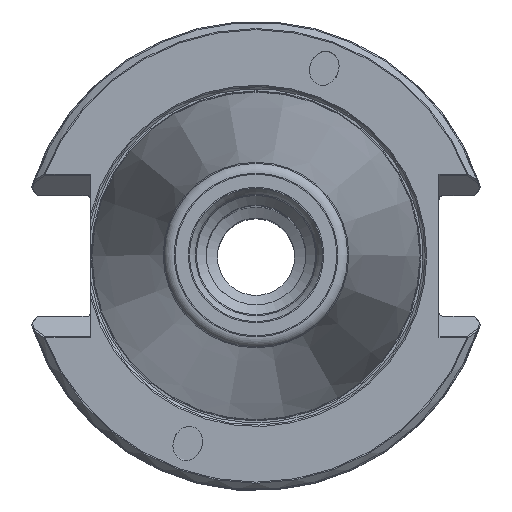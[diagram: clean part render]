
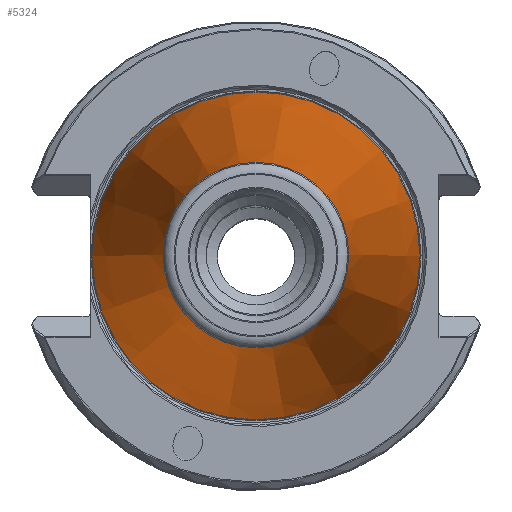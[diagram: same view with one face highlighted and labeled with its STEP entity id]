
A CAD part, top view. The second image highlights one B-rep face of the part: STEP entity #5324.
In plain terms, the highlighted conical face has half-angle 8.297 degrees and reference radius 12.415 mm.
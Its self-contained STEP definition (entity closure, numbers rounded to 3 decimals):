
#630=CONICAL_SURFACE('',#5711,12.415,0.145);
#1150=ORIENTED_EDGE('',*,*,#1867,.T.);
#1151=ORIENTED_EDGE('',*,*,#1868,.T.);
#1867=EDGE_CURVE('',#2298,#2298,#2586,.F.);
#1868=EDGE_CURVE('',#2299,#2299,#2587,.T.);
#2298=VERTEX_POINT('',#7724);
#2299=VERTEX_POINT('',#7727);
#2586=CIRCLE('',#5710,12.602);
#2587=CIRCLE('',#5712,22.302);
#2896=EDGE_LOOP('',(#1150));
#2897=EDGE_LOOP('',(#1151));
#3273=FACE_BOUND('',#2896,.T.);
#3274=FACE_BOUND('',#2897,.T.);
#5324=ADVANCED_FACE('',(#3273,#3274),#630,.T.);
#5710=AXIS2_PLACEMENT_3D('',#7723,#6528,#6529);
#5711=AXIS2_PLACEMENT_3D('',#7725,#6530,#6531);
#5712=AXIS2_PLACEMENT_3D('',#7726,#6532,#6533);
#6528=DIRECTION('',(0.,0.,1.));
#6529=DIRECTION('',(1.,0.,0.));
#6530=DIRECTION('',(0.,0.,-1.));
#6531=DIRECTION('',(-1.,0.,0.));
#6532=DIRECTION('',(0.,0.,1.));
#6533=DIRECTION('',(1.,0.,0.));
#7723=CARTESIAN_POINT('',(0.,0.,67.166));
#7724=CARTESIAN_POINT('',(12.602,0.,67.166));
#7725=CARTESIAN_POINT('',(0.,0.,68.45));
#7726=CARTESIAN_POINT('',(0.,0.,0.65));
#7727=CARTESIAN_POINT('',(22.302,0.,0.65));
